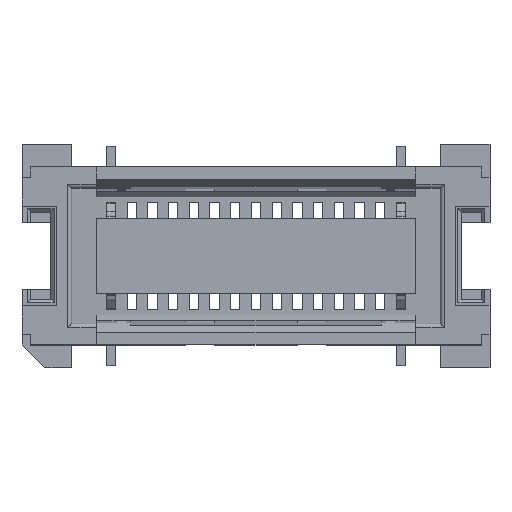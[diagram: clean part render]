
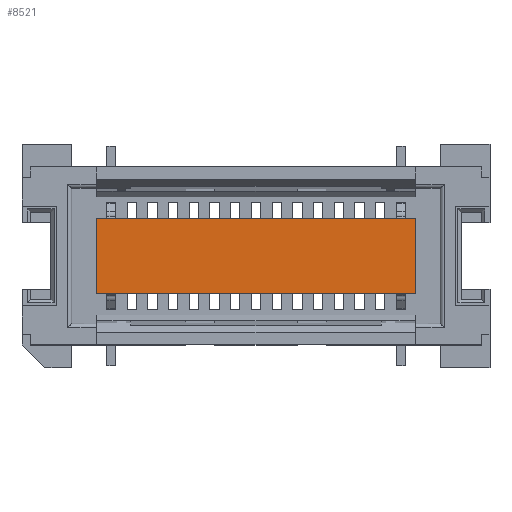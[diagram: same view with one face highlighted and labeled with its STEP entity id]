
A CAD part, top view. The second image highlights one B-rep face of the part: STEP entity #8521.
In plain terms, the highlighted planar face has unit normal (0, 0, 1).
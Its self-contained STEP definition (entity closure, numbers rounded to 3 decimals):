
#6277=CARTESIAN_POINT('',(-3.85,0.9,2.32));
#6278=VERTEX_POINT('',#6277);
#6279=CARTESIAN_POINT('',(-3.85,-0.9,2.32));
#6280=VERTEX_POINT('',#6279);
#6281=CARTESIAN_POINT('',(-3.85,0.9,2.32));
#6282=DIRECTION('',(0.0,-1.0,0.0));
#6283=VECTOR('',#6282,1.8);
#6284=LINE('',#6281,#6283);
#6285=EDGE_CURVE('',#6278,#6280,#6284,.T.);
#6473=CARTESIAN_POINT('',(3.85,-0.9,2.32));
#6474=VERTEX_POINT('',#6473);
#6481=CARTESIAN_POINT('',(3.85,-0.9,2.32));
#6482=DIRECTION('',(-1.0,0.0,0.0));
#6483=VECTOR('',#6482,7.7);
#6484=LINE('',#6481,#6483);
#6485=EDGE_CURVE('',#6474,#6280,#6484,.T.);
#8008=CARTESIAN_POINT('',(3.85,0.9,2.32));
#8009=VERTEX_POINT('',#8008);
#8010=CARTESIAN_POINT('',(3.85,0.9,2.32));
#8011=DIRECTION('',(0.0,-1.0,0.0));
#8012=VECTOR('',#8011,1.8);
#8013=LINE('',#8010,#8012);
#8014=EDGE_CURVE('',#8009,#6474,#8013,.T.);
#8498=CARTESIAN_POINT('',(3.85,0.9,2.32));
#8499=DIRECTION('',(-1.0,0.0,0.0));
#8500=VECTOR('',#8499,7.7);
#8501=LINE('',#8498,#8500);
#8502=EDGE_CURVE('',#8009,#6278,#8501,.T.);
#8510=CARTESIAN_POINT('',(5.65,2.7,2.32));
#8511=DIRECTION('',(0.0,0.0,1.0));
#8512=DIRECTION('',(0.0,-1.0,0.0));
#8513=AXIS2_PLACEMENT_3D('',#8510,#8511,#8512);
#8514=PLANE('',#8513);
#8515=ORIENTED_EDGE('',*,*,#8014,.F.);
#8516=ORIENTED_EDGE('',*,*,#8502,.T.);
#8517=ORIENTED_EDGE('',*,*,#6285,.T.);
#8518=ORIENTED_EDGE('',*,*,#6485,.F.);
#8519=EDGE_LOOP('',(#8515,#8516,#8517,#8518));
#8520=FACE_OUTER_BOUND('',#8519,.T.);
#8521=ADVANCED_FACE('',(#8520),#8514,.T.);
